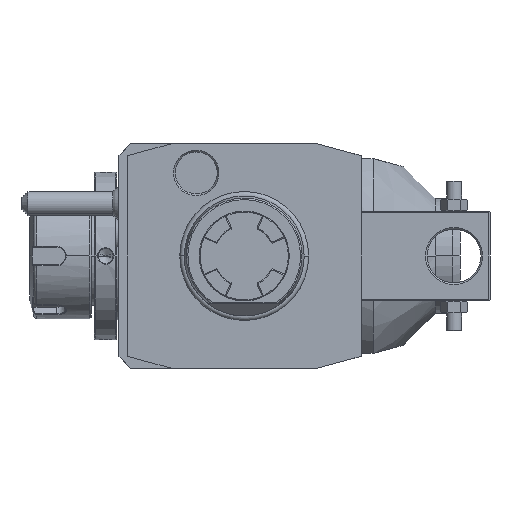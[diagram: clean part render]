
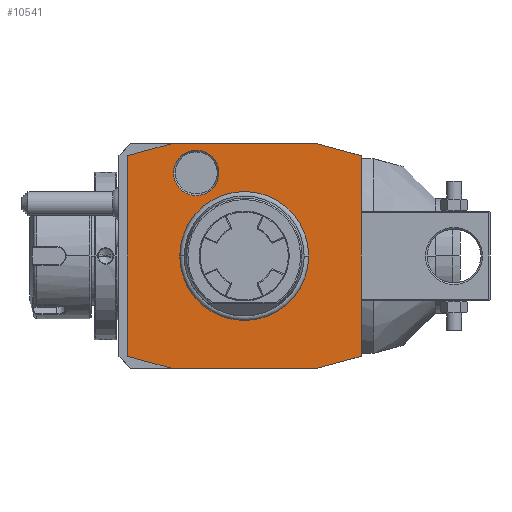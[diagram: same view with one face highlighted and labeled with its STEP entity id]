
A CAD part, front view. The second image highlights one B-rep face of the part: STEP entity #10541.
In plain terms, the highlighted planar face has unit normal (0, -1, 0).
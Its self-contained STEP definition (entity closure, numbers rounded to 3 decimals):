
#1=DIRECTION('',(-0.966,0.,0.259));
#2=VECTOR('',#1,15.529);
#3=CARTESIAN_POINT('',(39.,0.,33.481));
#4=LINE('',#3,#2);
#5=DIRECTION('',(0.,0.,1.));
#6=VECTOR('',#5,66.962);
#7=CARTESIAN_POINT('',(39.,0.,-33.481));
#8=LINE('',#7,#6);
#9=DIRECTION('',(0.966,0.,0.259));
#10=VECTOR('',#9,15.529);
#11=CARTESIAN_POINT('',(24.,0.,-37.5));
#12=LINE('',#11,#10);
#13=DIRECTION('',(1.,0.,0.));
#14=VECTOR('',#13,48.);
#15=CARTESIAN_POINT('',(-24.,0.,-37.5));
#16=LINE('',#15,#14);
#17=DIRECTION('',(0.966,0.,-0.259));
#18=VECTOR('',#17,15.529);
#19=CARTESIAN_POINT('',(-39.,0.,-33.481));
#20=LINE('',#19,#18);
#21=DIRECTION('',(0.,0.,-1.));
#22=VECTOR('',#21,66.962);
#23=CARTESIAN_POINT('',(-39.,0.,33.481));
#24=LINE('',#23,#22);
#25=DIRECTION('',(-0.966,0.,-0.259));
#26=VECTOR('',#25,15.529);
#27=CARTESIAN_POINT('',(-24.,0.,37.5));
#28=LINE('',#27,#26);
#29=DIRECTION('',(-1.,0.,0.));
#30=VECTOR('',#29,48.);
#31=CARTESIAN_POINT('',(24.,0.,37.5));
#32=LINE('',#31,#30);
#33=CARTESIAN_POINT('',(-16.,0.,27.713));
#34=DIRECTION('',(0.,1.,0.));
#35=DIRECTION('',(1.,0.,0.));
#36=AXIS2_PLACEMENT_3D('',#33,#34,#35);
#38=CARTESIAN_POINT('',(-16.,0.,27.713));
#39=DIRECTION('',(0.,1.,0.));
#40=DIRECTION('',(-1.,0.,0.));
#41=AXIS2_PLACEMENT_3D('',#38,#39,#40);
#7404=CARTESIAN_POINT('',(0.,0.,0.));
#7405=DIRECTION('',(0.,1.,0.));
#7406=DIRECTION('',(-1.,0.,0.));
#7407=AXIS2_PLACEMENT_3D('',#7404,#7405,#7406);
#7409=CARTESIAN_POINT('',(0.,0.,0.));
#7410=DIRECTION('',(0.,1.,0.));
#7411=DIRECTION('',(1.,0.,0.));
#7412=AXIS2_PLACEMENT_3D('',#7409,#7410,#7411);
#9419=CARTESIAN_POINT('',(-8.423,0.,27.713));
#9420=CARTESIAN_POINT('',(-23.577,0.,27.713));
#9421=VERTEX_POINT('',#9419);
#9422=VERTEX_POINT('',#9420);
#10279=CARTESIAN_POINT('',(39.,0.,33.481));
#10280=CARTESIAN_POINT('',(24.,0.,37.5));
#10281=VERTEX_POINT('',#10279);
#10282=VERTEX_POINT('',#10280);
#10283=CARTESIAN_POINT('',(-24.,0.,37.5));
#10284=VERTEX_POINT('',#10283);
#10285=CARTESIAN_POINT('',(-39.,0.,33.481));
#10286=VERTEX_POINT('',#10285);
#10287=CARTESIAN_POINT('',(-39.,0.,-33.481));
#10288=VERTEX_POINT('',#10287);
#10289=CARTESIAN_POINT('',(-24.,0.,-37.5));
#10290=VERTEX_POINT('',#10289);
#10291=CARTESIAN_POINT('',(24.,0.,-37.5));
#10292=VERTEX_POINT('',#10291);
#10293=CARTESIAN_POINT('',(39.,0.,-33.481));
#10294=VERTEX_POINT('',#10293);
#10374=CARTESIAN_POINT('',(-21.137,0.,0.));
#10375=CARTESIAN_POINT('',(21.137,0.,0.));
#10376=VERTEX_POINT('',#10374);
#10377=VERTEX_POINT('',#10375);
#10506=CARTESIAN_POINT('',(0.,0.,0.));
#10507=DIRECTION('',(0.,-1.,0.));
#10508=DIRECTION('',(-1.,0.,0.));
#10509=AXIS2_PLACEMENT_3D('',#10506,#10507,#10508);
#10510=PLANE('',#10509);
#10512=ORIENTED_EDGE('',*,*,#10511,.F.);
#10514=ORIENTED_EDGE('',*,*,#10513,.F.);
#10516=ORIENTED_EDGE('',*,*,#10515,.F.);
#10518=ORIENTED_EDGE('',*,*,#10517,.F.);
#10520=ORIENTED_EDGE('',*,*,#10519,.F.);
#10522=ORIENTED_EDGE('',*,*,#10521,.F.);
#10524=ORIENTED_EDGE('',*,*,#10523,.F.);
#10526=ORIENTED_EDGE('',*,*,#10525,.F.);
#10527=EDGE_LOOP('',(#10512,#10514,#10516,#10518,#10520,#10522,#10524,#10526));
#10528=FACE_OUTER_BOUND('',#10527,.F.);
#10530=ORIENTED_EDGE('',*,*,#10529,.F.);
#10532=ORIENTED_EDGE('',*,*,#10531,.F.);
#10533=EDGE_LOOP('',(#10530,#10532));
#10534=FACE_BOUND('',#10533,.F.);
#10536=ORIENTED_EDGE('',*,*,#10535,.F.);
#10538=ORIENTED_EDGE('',*,*,#10537,.F.);
#10539=EDGE_LOOP('',(#10536,#10538));
#10540=FACE_BOUND('',#10539,.F.);
#37=CIRCLE('',#36,7.577);
#42=CIRCLE('',#41,7.577);
#7408=CIRCLE('',#7407,21.137);
#7413=CIRCLE('',#7412,21.137);
#10511=EDGE_CURVE('',#10281,#10282,#4,.T.);
#10513=EDGE_CURVE('',#10294,#10281,#8,.T.);
#10515=EDGE_CURVE('',#10292,#10294,#12,.T.);
#10517=EDGE_CURVE('',#10290,#10292,#16,.T.);
#10519=EDGE_CURVE('',#10288,#10290,#20,.T.);
#10521=EDGE_CURVE('',#10286,#10288,#24,.T.);
#10523=EDGE_CURVE('',#10284,#10286,#28,.T.);
#10525=EDGE_CURVE('',#10282,#10284,#32,.T.);
#10529=EDGE_CURVE('',#10376,#10377,#7408,.T.);
#10531=EDGE_CURVE('',#10377,#10376,#7413,.T.);
#10535=EDGE_CURVE('',#9421,#9422,#37,.T.);
#10537=EDGE_CURVE('',#9422,#9421,#42,.T.);
#10541=ADVANCED_FACE('',(#10528,#10534,#10540),#10510,.T.);
